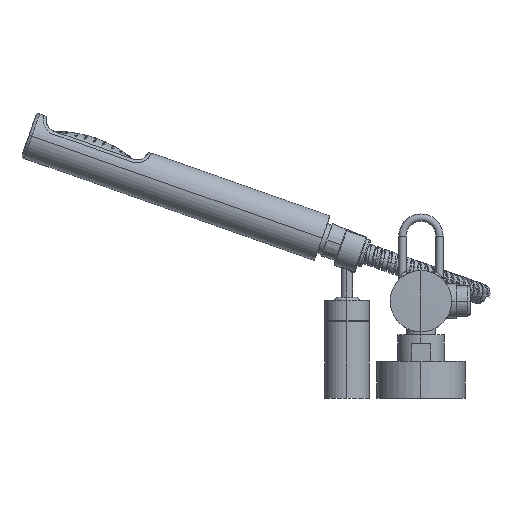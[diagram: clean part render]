
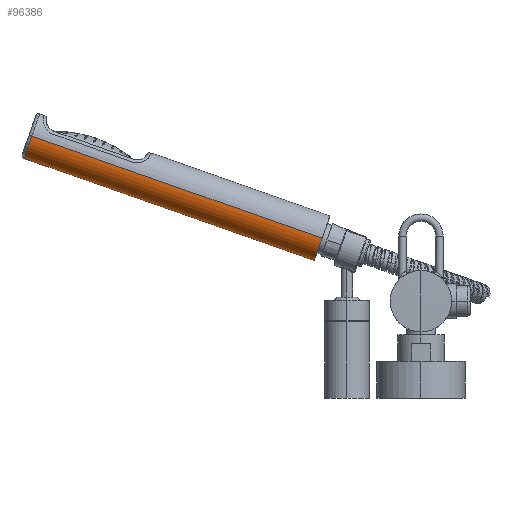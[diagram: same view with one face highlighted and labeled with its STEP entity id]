
A CAD part, left-side view. The second image highlights one B-rep face of the part: STEP entity #96386.
In plain terms, the highlighted cylindrical face has radius 16 mm (diameter 32 mm), a partial arc.
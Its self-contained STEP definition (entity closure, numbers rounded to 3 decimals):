
#89742=CARTESIAN_POINT('',(275.,66.809,42.553));
#89743=DIRECTION('',(0.,0.943,0.332));
#89744=DIRECTION('',(1.,0.,0.));
#89745=AXIS2_PLACEMENT_3D('',#89742,#89743,#89744);
#89762=CARTESIAN_POINT('',(275.,263.017,111.595));
#89763=DIRECTION('',(0.,0.943,0.332));
#89764=DIRECTION('',(1.,0.,0.));
#89765=AXIS2_PLACEMENT_3D('',#89762,#89763,#89764);
#89767=DIRECTION('',(0.,0.943,0.332));
#89768=VECTOR('',#89767,208.);
#89769=CARTESIAN_POINT('',(291.,66.809,42.553));
#89770=LINE('',#89769,#89768);
#89796=DIRECTION('',(0.,0.943,0.332));
#89797=VECTOR('',#89796,208.);
#89798=CARTESIAN_POINT('',(259.,66.809,42.553));
#89799=LINE('',#89798,#89797);
#95684=CARTESIAN_POINT('',(291.,66.809,42.553));
#95685=CARTESIAN_POINT('',(259.,66.809,42.553));
#95686=VERTEX_POINT('',#95684);
#95687=VERTEX_POINT('',#95685);
#95700=CARTESIAN_POINT('',(259.,263.017,111.595));
#95701=CARTESIAN_POINT('',(291.,263.017,111.595));
#95702=VERTEX_POINT('',#95700);
#95703=VERTEX_POINT('',#95701);
#96372=CARTESIAN_POINT('',(275.,66.809,42.553));
#96373=DIRECTION('',(0.,0.943,0.332));
#96374=DIRECTION('',(1.,0.,0.));
#96375=AXIS2_PLACEMENT_3D('',#96372,#96373,#96374);
#96376=CYLINDRICAL_SURFACE('',#96375,16.);
#96378=ORIENTED_EDGE('',*,*,#96377,.T.);
#96380=ORIENTED_EDGE('',*,*,#96379,.F.);
#96381=ORIENTED_EDGE('',*,*,#96353,.F.);
#96383=ORIENTED_EDGE('',*,*,#96382,.T.);
#96384=EDGE_LOOP('',(#96378,#96380,#96381,#96383));
#96385=FACE_OUTER_BOUND('',#96384,.F.);
#96386=ADVANCED_FACE('',(#96385),#96376,.T.);
#89746=CIRCLE('',#89745,16.);
#89766=CIRCLE('',#89765,16.);
#96353=EDGE_CURVE('',#95686,#95687,#89746,.T.);
#96377=EDGE_CURVE('',#95703,#95702,#89766,.T.);
#96379=EDGE_CURVE('',#95687,#95702,#89799,.T.);
#96382=EDGE_CURVE('',#95686,#95703,#89770,.T.);
